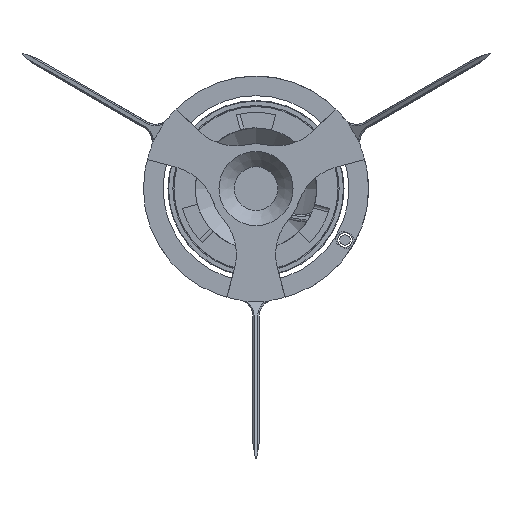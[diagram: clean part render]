
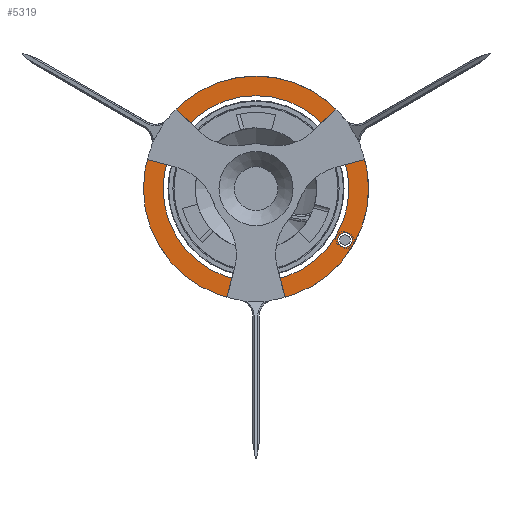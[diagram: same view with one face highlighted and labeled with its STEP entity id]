
A CAD part, front view. The second image highlights one B-rep face of the part: STEP entity #5319.
In plain terms, the highlighted planar face has unit normal (0, -1, 0).
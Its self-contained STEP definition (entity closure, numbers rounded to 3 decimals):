
#1124=FACE_BOUND('',#1684,.T.);
#1125=FACE_BOUND('',#1685,.T.);
#1376=FACE_OUTER_BOUND('',#1683,.T.);
#1683=EDGE_LOOP('',(#4667));
#1684=EDGE_LOOP('',(#4668));
#1685=EDGE_LOOP('',(#4669));
#1971=CIRCLE('',#5901,3.381);
#1972=CIRCLE('',#5903,42.6);
#1973=CIRCLE('',#5905,51.6);
#2456=VERTEX_POINT('',#11252);
#2457=VERTEX_POINT('',#11256);
#2458=VERTEX_POINT('',#11260);
#3206=EDGE_CURVE('',#2456,#2456,#1971,.T.);
#3209=EDGE_CURVE('',#2457,#2457,#1972,.T.);
#3211=EDGE_CURVE('',#2458,#2458,#1973,.T.);
#4667=ORIENTED_EDGE('',*,*,#3211,.F.);
#4668=ORIENTED_EDGE('',*,*,#3206,.T.);
#4669=ORIENTED_EDGE('',*,*,#3209,.F.);
#5051=PLANE('',#5906);
#5319=ADVANCED_FACE('',(#1376,#1124,#1125),#5051,.F.);
#5901=AXIS2_PLACEMENT_3D('',#11253,#7263,#7264);
#5903=AXIS2_PLACEMENT_3D('',#11258,#7269,#7270);
#5905=AXIS2_PLACEMENT_3D('',#11262,#7274,#7275);
#5906=AXIS2_PLACEMENT_3D('',#11263,#7276,#7277);
#7263=DIRECTION('center_axis',(0.,1.,0.));
#7264=DIRECTION('ref_axis',(1.,0.,0.));
#7269=DIRECTION('center_axis',(0.,-1.,0.));
#7270=DIRECTION('ref_axis',(1.,0.,0.));
#7274=DIRECTION('center_axis',(0.,1.,0.));
#7275=DIRECTION('ref_axis',(1.,0.,0.));
#7276=DIRECTION('center_axis',(0.,1.,0.));
#7277=DIRECTION('ref_axis',(1.,0.,0.));
#11252=CARTESIAN_POINT('',(37.409,44.,-23.55));
#11253=CARTESIAN_POINT('Origin',(40.79,44.,-23.55));
#11256=CARTESIAN_POINT('',(-42.6,44.,0.));
#11258=CARTESIAN_POINT('Origin',(0.,44.,0.));
#11260=CARTESIAN_POINT('',(-51.6,44.,0.));
#11262=CARTESIAN_POINT('Origin',(0.,44.,0.));
#11263=CARTESIAN_POINT('Origin',(0.,44.,0.));
